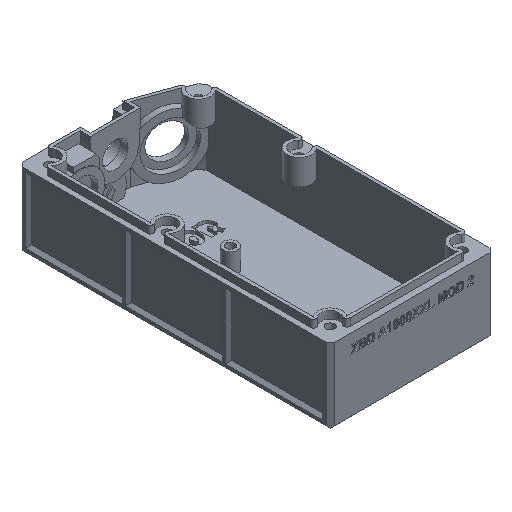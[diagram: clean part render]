
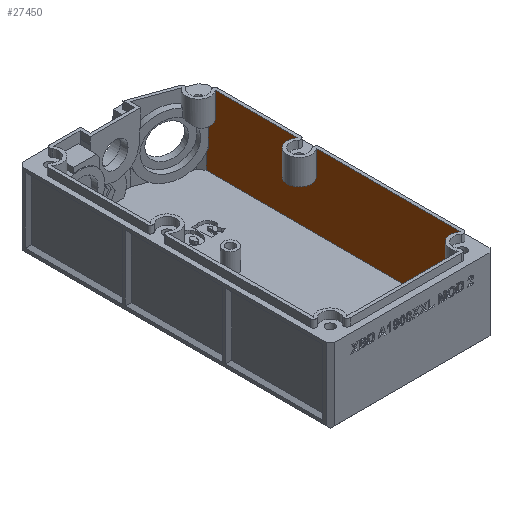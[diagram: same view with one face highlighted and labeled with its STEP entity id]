
A CAD part, isometric view. The second image highlights one B-rep face of the part: STEP entity #27450.
In plain terms, the highlighted planar face has unit normal (-1, 0, 0).
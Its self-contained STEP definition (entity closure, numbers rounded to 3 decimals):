
#25=ELLIPSE('',#28973,44.588,15.25);
#27=ELLIPSE('',#29022,44.588,15.25);
#2284=FACE_OUTER_BOUND('',#4035,.T.);
#4035=EDGE_LOOP('',(#22816,#22817,#22818,#22819,#22820,#22821,#22822,#22823,
#22824,#22825,#22826,#22827,#22828,#22829,#22830,#22831));
#4621=LINE('',#36583,#7866);
#6982=LINE('',#41928,#10227);
#6999=LINE('',#42126,#10244);
#7004=LINE('',#42137,#10249);
#7005=LINE('',#42142,#10250);
#7006=LINE('',#42146,#10251);
#7030=LINE('',#42221,#10275);
#7032=LINE('',#42233,#10277);
#7034=LINE('',#42236,#10279);
#7063=LINE('',#42389,#10308);
#7067=LINE('',#42398,#10312);
#7069=LINE('',#42406,#10314);
#7070=LINE('',#42407,#10315);
#7071=LINE('',#42408,#10316);
#7866=VECTOR('',#29484,10.);
#10227=VECTOR('',#33885,10.);
#10244=VECTOR('',#33930,10.);
#10249=VECTOR('',#33939,10.);
#10250=VECTOR('',#33944,10.);
#10251=VECTOR('',#33947,10.);
#10275=VECTOR('',#34013,10.);
#10277=VECTOR('',#34025,10.);
#10279=VECTOR('',#34029,10.);
#10308=VECTOR('',#34130,10.);
#10312=VECTOR('',#34142,10.);
#10314=VECTOR('',#34152,10.);
#10315=VECTOR('',#34153,10.);
#10316=VECTOR('',#34154,10.);
#11122=VERTEX_POINT('',#36556);
#11135=VERTEX_POINT('',#36581);
#12747=VERTEX_POINT('',#41925);
#12748=VERTEX_POINT('',#41927);
#12773=VERTEX_POINT('',#42125);
#12776=VERTEX_POINT('',#42134);
#12777=VERTEX_POINT('',#42136);
#12778=VERTEX_POINT('',#42140);
#12779=VERTEX_POINT('',#42141);
#12780=VERTEX_POINT('',#42143);
#12781=VERTEX_POINT('',#42145);
#12802=VERTEX_POINT('',#42223);
#12803=VERTEX_POINT('',#42224);
#12806=VERTEX_POINT('',#42232);
#12828=VERTEX_POINT('',#42387);
#12831=VERTEX_POINT('',#42405);
#13757=EDGE_CURVE('',#11122,#11135,#4621,.T.);
#16157=EDGE_CURVE('',#12748,#12747,#6982,.T.);
#16192=EDGE_CURVE('',#12773,#11135,#6999,.T.);
#16198=EDGE_CURVE('',#12777,#12776,#7004,.T.);
#16200=EDGE_CURVE('',#12778,#12779,#7005,.T.);
#16202=EDGE_CURVE('',#12780,#12781,#7006,.T.);
#16236=EDGE_CURVE('',#12773,#12777,#7030,.F.);
#16237=EDGE_CURVE('',#12802,#12803,#25,.F.);
#16241=EDGE_CURVE('',#12806,#12803,#7032,.F.);
#16243=EDGE_CURVE('',#12780,#12778,#7034,.F.);
#16289=EDGE_CURVE('',#12828,#12802,#7063,.T.);
#16294=EDGE_CURVE('',#12747,#12806,#7067,.F.);
#16297=EDGE_CURVE('',#11122,#12831,#7069,.T.);
#16298=EDGE_CURVE('',#12781,#12776,#7070,.F.);
#16299=EDGE_CURVE('',#12748,#12779,#7071,.F.);
#16300=EDGE_CURVE('',#12831,#12828,#27,.F.);
#22816=ORIENTED_EDGE('',*,*,#16297,.F.);
#22817=ORIENTED_EDGE('',*,*,#13757,.T.);
#22818=ORIENTED_EDGE('',*,*,#16192,.F.);
#22819=ORIENTED_EDGE('',*,*,#16236,.T.);
#22820=ORIENTED_EDGE('',*,*,#16198,.T.);
#22821=ORIENTED_EDGE('',*,*,#16298,.F.);
#22822=ORIENTED_EDGE('',*,*,#16202,.F.);
#22823=ORIENTED_EDGE('',*,*,#16243,.T.);
#22824=ORIENTED_EDGE('',*,*,#16200,.T.);
#22825=ORIENTED_EDGE('',*,*,#16299,.F.);
#22826=ORIENTED_EDGE('',*,*,#16157,.T.);
#22827=ORIENTED_EDGE('',*,*,#16294,.T.);
#22828=ORIENTED_EDGE('',*,*,#16241,.T.);
#22829=ORIENTED_EDGE('',*,*,#16237,.F.);
#22830=ORIENTED_EDGE('',*,*,#16289,.F.);
#22831=ORIENTED_EDGE('',*,*,#16300,.F.);
#26123=PLANE('',#29021);
#27450=ADVANCED_FACE('',(#2284),#26123,.F.);
#28973=AXIS2_PLACEMENT_3D('',#42225,#34016,#34017);
#29021=AXIS2_PLACEMENT_3D('',#42404,#34150,#34151);
#29022=AXIS2_PLACEMENT_3D('',#42409,#34155,#34156);
#29484=DIRECTION('',(0.,-1.,0.));
#33885=DIRECTION('',(0.,0.,-1.));
#33930=DIRECTION('',(0.,0.,-1.));
#33939=DIRECTION('',(0.,0.,1.));
#33944=DIRECTION('',(0.,0.,1.));
#33947=DIRECTION('',(0.,0.,1.));
#34013=DIRECTION('',(0.,-1.,0.));
#34016=DIRECTION('center_axis',(1.,0.,0.));
#34017=DIRECTION('ref_axis',(0.,1.,0.));
#34025=DIRECTION('',(0.,0.,1.));
#34029=DIRECTION('',(0.,-1.,0.));
#34130=DIRECTION('',(0.,0.,1.));
#34142=DIRECTION('',(0.,-1.,0.));
#34150=DIRECTION('center_axis',(1.,0.,0.));
#34151=DIRECTION('ref_axis',(0.,1.,0.));
#34152=DIRECTION('',(0.,0.,1.));
#34153=DIRECTION('',(0.,1.,0.));
#34154=DIRECTION('',(0.,1.,0.));
#34155=DIRECTION('center_axis',(1.,0.,0.));
#34156=DIRECTION('ref_axis',(0.,1.,0.));
#36556=CARTESIAN_POINT('',(24.75,55.001,3.75));
#36581=CARTESIAN_POINT('',(24.75,-76.25,3.75));
#36583=CARTESIAN_POINT('',(24.75,-42.5,3.75));
#41925=CARTESIAN_POINT('',(24.75,50.417,27.25));
#41927=CARTESIAN_POINT('',(24.75,50.417,39.65));
#41928=CARTESIAN_POINT('',(24.75,50.417,36.));
#42125=CARTESIAN_POINT('',(24.75,-76.25,27.25));
#42126=CARTESIAN_POINT('',(24.75,-76.25,0.));
#42134=CARTESIAN_POINT('',(24.75,-68.51,39.65));
#42136=CARTESIAN_POINT('',(24.75,-68.51,27.25));
#42137=CARTESIAN_POINT('',(24.75,-68.51,36.));
#42140=CARTESIAN_POINT('',(24.75,10.49,27.25));
#42141=CARTESIAN_POINT('',(24.75,10.49,39.65));
#42142=CARTESIAN_POINT('',(24.75,10.49,36.));
#42143=CARTESIAN_POINT('',(24.75,1.51,27.25));
#42145=CARTESIAN_POINT('',(24.75,1.51,39.65));
#42146=CARTESIAN_POINT('',(24.75,1.51,36.));
#42221=CARTESIAN_POINT('',(24.75,-76.5,27.25));
#42223=CARTESIAN_POINT('',(24.75,53.809,23.826));
#42224=CARTESIAN_POINT('',(24.75,55.912,25.586));
#42225=CARTESIAN_POINT('Origin',(24.75,96.051,18.945));
#42232=CARTESIAN_POINT('',(24.75,55.912,27.25));
#42233=CARTESIAN_POINT('',(24.75,55.912,0.));
#42236=CARTESIAN_POINT('',(24.75,-37.,27.25));
#42387=CARTESIAN_POINT('',(24.75,53.809,14.063));
#42389=CARTESIAN_POINT('',(24.75,53.809,9.472));
#42398=CARTESIAN_POINT('',(24.75,-12.546,27.25));
#42404=CARTESIAN_POINT('Origin',(24.75,-80.,0.));
#42405=CARTESIAN_POINT('',(24.75,55.001,12.991));
#42406=CARTESIAN_POINT('',(24.75,55.001,0.));
#42407=CARTESIAN_POINT('',(24.75,-42.342,39.65));
#42408=CARTESIAN_POINT('',(24.75,-42.342,39.65));
#42409=CARTESIAN_POINT('Origin',(24.75,96.051,18.945));
